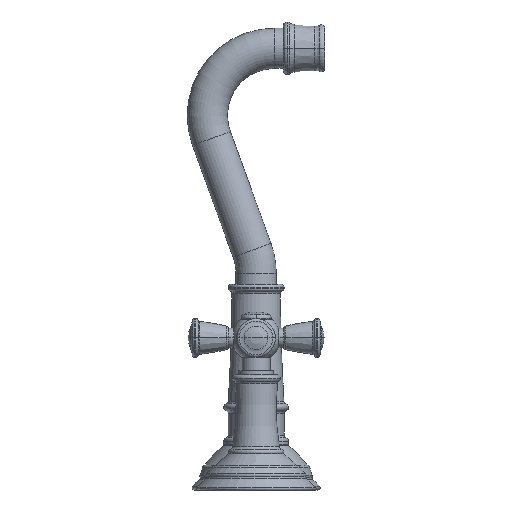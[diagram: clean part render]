
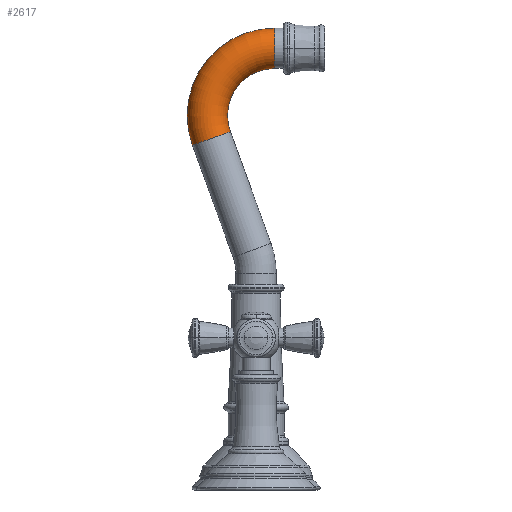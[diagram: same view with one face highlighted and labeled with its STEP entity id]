
A CAD part, left-side view. The second image highlights one B-rep face of the part: STEP entity #2617.
In plain terms, the highlighted toroidal (fillet/blend) face has major radius 31.75 mm and minor radius 9.525 mm.
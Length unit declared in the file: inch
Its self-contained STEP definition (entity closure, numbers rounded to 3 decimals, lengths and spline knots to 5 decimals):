
#947=CARTESIAN_POINT('',(0.,0.83206,6.53947));
#948=DIRECTION('',(0.,0.342,0.94));
#949=DIRECTION('',(0.,0.94,-0.342));
#950=AXIS2_PLACEMENT_3D('',#947,#948,#949);
#955=CARTESIAN_POINT('',(0.,-0.34256,6.967));
#956=DIRECTION('',(1.,0.,0.));
#957=DIRECTION('',(0.,0.94,-0.342));
#958=AXIS2_PLACEMENT_3D('',#955,#956,#957);
#971=CARTESIAN_POINT('',(0.,-0.34256,6.967));
#972=DIRECTION('',(1.,0.,0.));
#973=DIRECTION('',(0.,0.94,-0.342));
#974=AXIS2_PLACEMENT_3D('',#971,#972,#973);
#1246=CARTESIAN_POINT('',(0.,-0.34256,8.217));
#1247=DIRECTION('',(0.,-1.,0.));
#1248=DIRECTION('',(0.,0.,1.));
#1249=AXIS2_PLACEMENT_3D('',#1246,#1247,#1248);
#1353=CARTESIAN_POINT('',(0.,0.47968,6.66773));
#1354=CARTESIAN_POINT('',(0.,1.18444,6.41122));
#1355=VERTEX_POINT('',#1353);
#1356=VERTEX_POINT('',#1354);
#1357=CARTESIAN_POINT('',(0.,-0.34256,7.842));
#1358=CARTESIAN_POINT('',(0.,-0.34256,8.592));
#1359=VERTEX_POINT('',#1357);
#1360=VERTEX_POINT('',#1358);
#2603=CARTESIAN_POINT('',(0.,-0.34256,6.967));
#2604=DIRECTION('',(1.,0.,0.));
#2605=DIRECTION('',(0.,-0.94,0.342));
#2606=AXIS2_PLACEMENT_3D('',#2603,#2604,#2605);
#2607=TOROIDAL_SURFACE('',#2606,1.25,0.375);
#2608=ORIENTED_EDGE('',*,*,#2590,.F.);
#2610=ORIENTED_EDGE('',*,*,#2609,.T.);
#2612=ORIENTED_EDGE('',*,*,#2611,.T.);
#2614=ORIENTED_EDGE('',*,*,#2613,.F.);
#2615=EDGE_LOOP('',(#2608,#2610,#2612,#2614));
#2616=FACE_OUTER_BOUND('',#2615,.F.);
#951=CIRCLE('',#950,0.375);
#959=CIRCLE('',#958,1.625);
#975=CIRCLE('',#974,0.875);
#1250=CIRCLE('',#1249,0.375);
#2590=EDGE_CURVE('',#1356,#1355,#951,.T.);
#2609=EDGE_CURVE('',#1356,#1360,#959,.T.);
#2611=EDGE_CURVE('',#1360,#1359,#1250,.T.);
#2613=EDGE_CURVE('',#1355,#1359,#975,.T.);
#2617=ADVANCED_FACE('',(#2616),#2607,.T.);
